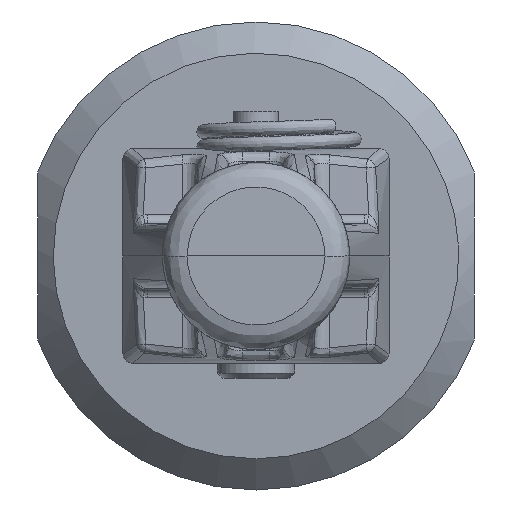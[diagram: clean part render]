
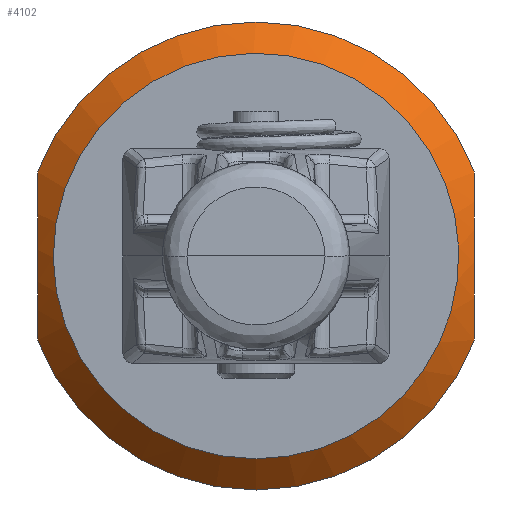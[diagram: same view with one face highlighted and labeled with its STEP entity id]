
A CAD part, left-side view. The second image highlights one B-rep face of the part: STEP entity #4102.
In plain terms, the highlighted conical face has half-angle 45 degrees and reference radius 22.225 mm.
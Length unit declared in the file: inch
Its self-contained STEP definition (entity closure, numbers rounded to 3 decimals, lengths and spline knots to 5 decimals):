
#14=(
BOUNDED_CURVE()
B_SPLINE_CURVE(2,(#9603,#9604,#9605),.UNSPECIFIED.,.F.,.F.)
B_SPLINE_CURVE_WITH_KNOTS((3,3),(0.,1.73902),.UNSPECIFIED.)
CURVE()
GEOMETRIC_REPRESENTATION_ITEM()
RATIONAL_B_SPLINE_CURVE((1.,1.071,1.))
REPRESENTATION_ITEM('')
);
#17=(
BOUNDED_CURVE()
B_SPLINE_CURVE(2,(#9632,#9633,#9634),.UNSPECIFIED.,.F.,.F.)
B_SPLINE_CURVE_WITH_KNOTS((3,3),(0.,1.73902),.UNSPECIFIED.)
CURVE()
GEOMETRIC_REPRESENTATION_ITEM()
RATIONAL_B_SPLINE_CURVE((1.,1.071,1.))
REPRESENTATION_ITEM('')
);
#1026=FACE_BOUND('',#1538,.T.);
#1266=FACE_OUTER_BOUND('',#1537,.T.);
#1537=EDGE_LOOP('',(#3800,#3801,#3802,#3803));
#1538=EDGE_LOOP('',(#3804));
#1755=CIRCLE('',#4463,0.8125);
#1759=CIRCLE('',#4469,0.9375);
#1760=CIRCLE('',#4472,0.9375);
#2107=VERTEX_POINT('',#9601);
#2108=VERTEX_POINT('',#9602);
#2111=VERTEX_POINT('',#9614);
#2115=VERTEX_POINT('',#9627);
#2116=VERTEX_POINT('',#9631);
#2672=EDGE_CURVE('',#2107,#2108,#14,.T.);
#2676=EDGE_CURVE('',#2111,#2111,#1755,.T.);
#2681=EDGE_CURVE('',#2115,#2107,#1759,.T.);
#2683=EDGE_CURVE('',#2116,#2115,#17,.T.);
#2685=EDGE_CURVE('',#2108,#2116,#1760,.T.);
#3800=ORIENTED_EDGE('',*,*,#2672,.T.);
#3801=ORIENTED_EDGE('',*,*,#2685,.T.);
#3802=ORIENTED_EDGE('',*,*,#2683,.T.);
#3803=ORIENTED_EDGE('',*,*,#2681,.T.);
#3804=ORIENTED_EDGE('',*,*,#2676,.T.);
#3868=CONICAL_SURFACE('',#4471,0.875,45.);
#4102=ADVANCED_FACE('',(#1266,#1026),#3868,.T.);
#4463=AXIS2_PLACEMENT_3D('',#9615,#5337,#5338);
#4469=AXIS2_PLACEMENT_3D('',#9628,#5349,#5350);
#4471=AXIS2_PLACEMENT_3D('',#9636,#5355,#5356);
#4472=AXIS2_PLACEMENT_3D('',#9637,#5357,#5358);
#5337=DIRECTION('center_axis',(1.,0.,0.));
#5338=DIRECTION('ref_axis',(0.,0.,
1.));
#5349=DIRECTION('center_axis',(-1.,0.,0.));
#5350=DIRECTION('ref_axis',(0.,0.,
1.));
#5355=DIRECTION('center_axis',(1.,0.,0.));
#5356=DIRECTION('ref_axis',(0.,0.,
1.));
#5357=DIRECTION('center_axis',(-1.,0.,0.));
#5358=DIRECTION('ref_axis',(0.,0.,
1.));
#9601=CARTESIAN_POINT('',(0.125,0.875,0.33657));
#9602=CARTESIAN_POINT('',(0.125,0.875,-0.33657));
#9603=CARTESIAN_POINT('Ctrl Pts',(0.125,0.875,0.33657));
#9604=CARTESIAN_POINT('Ctrl Pts',(0.00417,0.875,0.));
#9605=CARTESIAN_POINT('Ctrl Pts',(0.125,0.875,-0.33657));
#9614=CARTESIAN_POINT('',(0.,0.,-0.8125));
#9615=CARTESIAN_POINT('Origin',(0.,0.,
0.));
#9627=CARTESIAN_POINT('',(0.125,-0.875,0.33657));
#9628=CARTESIAN_POINT('Origin',(0.125,0.,0.));
#9631=CARTESIAN_POINT('',(0.125,-0.875,-0.33657));
#9632=CARTESIAN_POINT('Ctrl Pts',(0.125,-0.875,-0.33657));
#9633=CARTESIAN_POINT('Ctrl Pts',(0.00417,-0.875,0.));
#9634=CARTESIAN_POINT('Ctrl Pts',(0.125,-0.875,0.33657));
#9636=CARTESIAN_POINT('Origin',(0.0625,0.,
0.));
#9637=CARTESIAN_POINT('Origin',(0.125,0.,0.));
